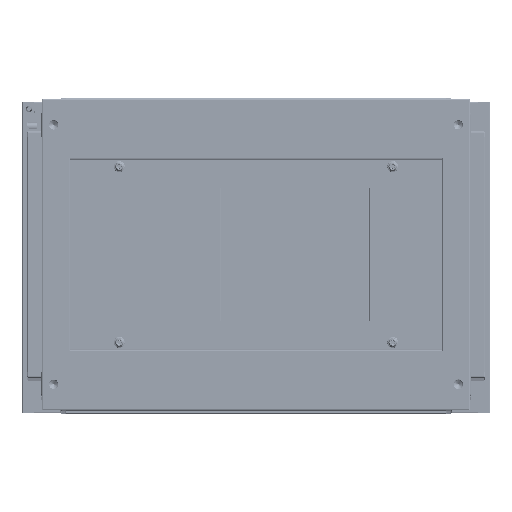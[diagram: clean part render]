
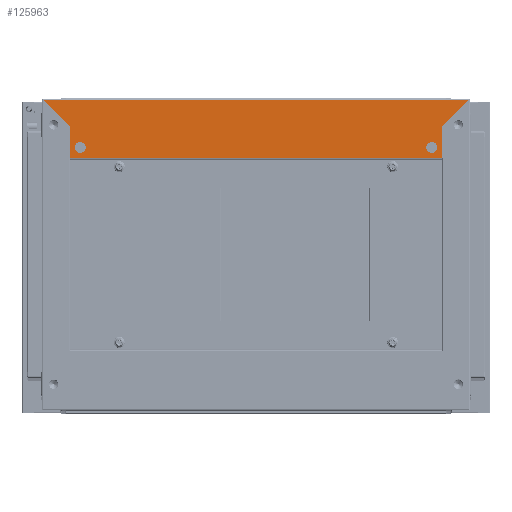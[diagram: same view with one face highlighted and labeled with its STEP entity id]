
A CAD part, top view. The second image highlights one B-rep face of the part: STEP entity #125963.
In plain terms, the highlighted planar face has unit normal (0, 0, 1).
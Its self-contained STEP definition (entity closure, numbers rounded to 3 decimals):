
#1896 = EDGE_LOOP ( 'NONE', ( #109177, #109181 ) ) ;
#1901 = EDGE_LOOP ( 'NONE', ( #109185, #109189 ) ) ;
#1902 = EDGE_LOOP ( 'NONE', ( #109194, #109198, #109202, #109206, #109210, #109215, #109219, #109223 ) ) ;
#57200 = CARTESIAN_POINT ( 'NONE',  ( 225., -26.3, 1.5 ) ) ;
#57204 = DIRECTION ( 'NONE',  ( 0., 0., 1. ) ) ;
#57206 = DIRECTION ( 'NONE',  ( -1., 0., 0. ) ) ;
#57225 = CARTESIAN_POINT ( 'NONE',  ( -225., -26.3, 1.5 ) ) ;
#57238 = DIRECTION ( 'NONE',  ( 0., 0., 1. ) ) ;
#57240 = DIRECTION ( 'NONE',  ( 1., 0., 0. ) ) ;
#57732 = CARTESIAN_POINT ( 'NONE',  ( -238.25, -0.7, 1.5 ) ) ;
#57734 = DIRECTION ( 'NONE',  ( -0.707, -0.707, 0. ) ) ;
#57750 = CARTESIAN_POINT ( 'NONE',  ( -238.25, -0.7, 1.5 ) ) ;
#57751 = DIRECTION ( 'NONE',  ( 0., -1., 0. ) ) ;
#57765 = CARTESIAN_POINT ( 'NONE',  ( -272.25, 34.7, 1.5 ) ) ;
#57769 = DIRECTION ( 'NONE',  ( 0.707, -0.707, 0. ) ) ;
#57796 = CARTESIAN_POINT ( 'NONE',  ( 272.25, 34.69, 1.5 ) ) ;
#57798 = DIRECTION ( 'NONE',  ( -1., 0., 0. ) ) ;
#57807 = CARTESIAN_POINT ( 'NONE',  ( 225., -26.3, 1.5 ) ) ;
#57809 = DIRECTION ( 'NONE',  ( 0., 0., 1. ) ) ;
#57810 = DIRECTION ( 'NONE',  ( -1., 0., 0. ) ) ;
#57816 = CARTESIAN_POINT ( 'NONE',  ( -225., -26.3, 1.5 ) ) ;
#57818 = DIRECTION ( 'NONE',  ( 0., 0., 1. ) ) ;
#57819 = DIRECTION ( 'NONE',  ( 1., 0., 0. ) ) ;
#57822 = CARTESIAN_POINT ( 'NONE',  ( -238.25, -40.29, 1.5 ) ) ;
#57823 = DIRECTION ( 'NONE',  ( 1., 0., 0. ) ) ;
#57826 = CARTESIAN_POINT ( 'NONE',  ( 238.25, -0.7, 1.5 ) ) ;
#57831 = DIRECTION ( 'NONE',  ( 0., 1., 0. ) ) ;
#57837 = CARTESIAN_POINT ( 'NONE',  ( 238.25, -0.7, 1.5 ) ) ;
#57838 = DIRECTION ( 'NONE',  ( -0.707, 0.707, 0. ) ) ;
#57843 = CARTESIAN_POINT ( 'NONE',  ( 272.25, 34.7, 1.5 ) ) ;
#57844 = DIRECTION ( 'NONE',  ( 0.707, 0.707, 0. ) ) ;
#74477 = FACE_BOUND ( 'NONE', #1896, .T. ) ;
#74486 = FACE_OUTER_BOUND ( 'NONE', #1902, .T. ) ;
#74503 = FACE_BOUND ( 'NONE', #1901, .T. ) ;
#76410 = CIRCLE ( 'NONE', #137888, 7. ) ;
#76429 = CIRCLE ( 'NONE', #137892, 7. ) ;
#76650 = LINE ( 'NONE', #57732, #76651 ) ;
#76651 = VECTOR ( 'NONE', #57734, 1000. ) ;
#76655 = LINE ( 'NONE', #57750, #76656 ) ;
#76656 = VECTOR ( 'NONE', #57751, 1000. ) ;
#76658 = LINE ( 'NONE', #57765, #76659 ) ;
#76659 = VECTOR ( 'NONE', #57769, 1000. ) ;
#76672 = LINE ( 'NONE', #57796, #76673 ) ;
#76673 = VECTOR ( 'NONE', #57798, 1000. ) ;
#76678 = CIRCLE ( 'NONE', #137911, 7. ) ;
#76679 = LINE ( 'NONE', #57826, #76689 ) ;
#76683 = CIRCLE ( 'NONE', #137915, 7. ) ;
#76684 = LINE ( 'NONE', #57822, #76685 ) ;
#76685 = VECTOR ( 'NONE', #57823, 1000. ) ;
#76689 = VECTOR ( 'NONE', #57831, 1000. ) ;
#76690 = VECTOR ( 'NONE', #57838, 1000. ) ;
#76692 = LINE ( 'NONE', #57837, #76690 ) ;
#76693 = VECTOR ( 'NONE', #57844, 1000. ) ;
#76695 = LINE ( 'NONE', #57843, #76693 ) ;
#78511 = PLANE ( 'NONE',  #82849 ) ;
#78514 = CARTESIAN_POINT ( 'NONE',  ( 237.55, 0., 1.5 ) ) ;
#78516 = DIRECTION ( 'NONE',  ( 0., 0., -1. ) ) ;
#78517 = DIRECTION ( 'NONE',  ( -1., 0., 0. ) ) ;
#82849 = AXIS2_PLACEMENT_3D ( 'NONE', #78514, #78516, #78517 ) ;
#102357 = CARTESIAN_POINT ( 'NONE',  ( 237.55, 0., 1.5 ) ) ;
#102365 = CARTESIAN_POINT ( 'NONE',  ( 238.25, -0.7, 1.5 ) ) ;
#102381 = CARTESIAN_POINT ( 'NONE',  ( 238.25, -40.29, 1.5 ) ) ;
#102414 = CARTESIAN_POINT ( 'NONE',  ( -238.25, -40.29, 1.5 ) ) ;
#102424 = CARTESIAN_POINT ( 'NONE',  ( -238.25, -0.7, 1.5 ) ) ;
#102434 = CARTESIAN_POINT ( 'NONE',  ( -237.55, 0., 1.5 ) ) ;
#102440 = CARTESIAN_POINT ( 'NONE',  ( -272.24, 34.69, 1.5 ) ) ;
#102450 = CARTESIAN_POINT ( 'NONE',  ( 272.24, 34.69, 1.5 ) ) ;
#102680 = CARTESIAN_POINT ( 'NONE',  ( -218., -26.3, 1.5 ) ) ;
#102682 = CARTESIAN_POINT ( 'NONE',  ( -232., -26.3, 1.5 ) ) ;
#102701 = CARTESIAN_POINT ( 'NONE',  ( 232., -26.3, 1.5 ) ) ;
#102704 = CARTESIAN_POINT ( 'NONE',  ( 218., -26.3, 1.5 ) ) ;
#109177 = ORIENTED_EDGE ( 'NONE', *, *, #125137, .F. ) ;
#109181 = ORIENTED_EDGE ( 'NONE', *, *, #124983, .F. ) ;
#109185 = ORIENTED_EDGE ( 'NONE', *, *, #125141, .F. ) ;
#109189 = ORIENTED_EDGE ( 'NONE', *, *, #124991, .F. ) ;
#109194 = ORIENTED_EDGE ( 'NONE', *, *, #125133, .T. ) ;
#109198 = ORIENTED_EDGE ( 'NONE', *, *, #125125, .T. ) ;
#109202 = ORIENTED_EDGE ( 'NONE', *, *, #125116, .T. ) ;
#109206 = ORIENTED_EDGE ( 'NONE', *, *, #125120, .T. ) ;
#109210 = ORIENTED_EDGE ( 'NONE', *, *, #125144, .T. ) ;
#109215 = ORIENTED_EDGE ( 'NONE', *, *, #125149, .T. ) ;
#109219 = ORIENTED_EDGE ( 'NONE', *, *, #125152, .T. ) ;
#109223 = ORIENTED_EDGE ( 'NONE', *, *, #125155, .T. ) ;
#124983 = EDGE_CURVE ( 'NONE', #143352, #143351, #76410, .T. ) ;
#124991 = EDGE_CURVE ( 'NONE', #143344, #143343, #76429, .T. ) ;
#125116 = EDGE_CURVE ( 'NONE', #143253, #143250, #76650, .T. ) ;
#125120 = EDGE_CURVE ( 'NONE', #143250, #143247, #76655, .T. ) ;
#125125 = EDGE_CURVE ( 'NONE', #143255, #143253, #76658, .T. ) ;
#125133 = EDGE_CURVE ( 'NONE', #143258, #143255, #76672, .T. ) ;
#125137 = EDGE_CURVE ( 'NONE', #143351, #143352, #76678, .T. ) ;
#125141 = EDGE_CURVE ( 'NONE', #143343, #143344, #76683, .T. ) ;
#125144 = EDGE_CURVE ( 'NONE', #143247, #143237, #76684, .T. ) ;
#125149 = EDGE_CURVE ( 'NONE', #143237, #143232, #76679, .T. ) ;
#125152 = EDGE_CURVE ( 'NONE', #143232, #143230, #76692, .T. ) ;
#125155 = EDGE_CURVE ( 'NONE', #143230, #143258, #76695, .T. ) ;
#125963 = ADVANCED_FACE ( 'NONE', ( #74477, #74503, #74486 ), #78511, .F. ) ;
#137888 = AXIS2_PLACEMENT_3D ( 'NONE', #57200, #57204, #57206 ) ;
#137892 = AXIS2_PLACEMENT_3D ( 'NONE', #57225, #57238, #57240 ) ;
#137911 = AXIS2_PLACEMENT_3D ( 'NONE', #57807, #57809, #57810 ) ;
#137915 = AXIS2_PLACEMENT_3D ( 'NONE', #57816, #57818, #57819 ) ;
#143230 = VERTEX_POINT ( 'NONE', #102357 ) ;
#143232 = VERTEX_POINT ( 'NONE', #102365 ) ;
#143237 = VERTEX_POINT ( 'NONE', #102381 ) ;
#143247 = VERTEX_POINT ( 'NONE', #102414 ) ;
#143250 = VERTEX_POINT ( 'NONE', #102424 ) ;
#143253 = VERTEX_POINT ( 'NONE', #102434 ) ;
#143255 = VERTEX_POINT ( 'NONE', #102440 ) ;
#143258 = VERTEX_POINT ( 'NONE', #102450 ) ;
#143343 = VERTEX_POINT ( 'NONE', #102680 ) ;
#143344 = VERTEX_POINT ( 'NONE', #102682 ) ;
#143351 = VERTEX_POINT ( 'NONE', #102701 ) ;
#143352 = VERTEX_POINT ( 'NONE', #102704 ) ;
